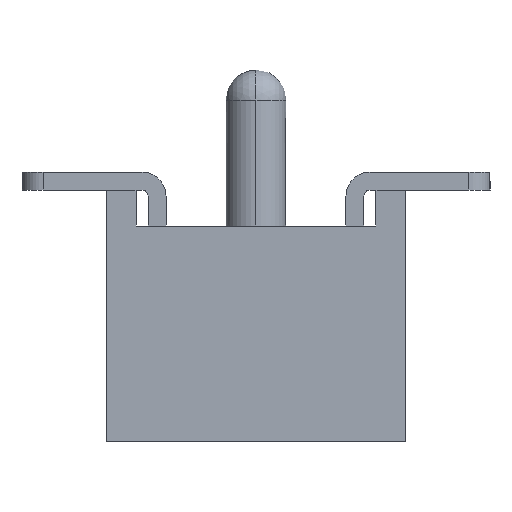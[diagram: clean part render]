
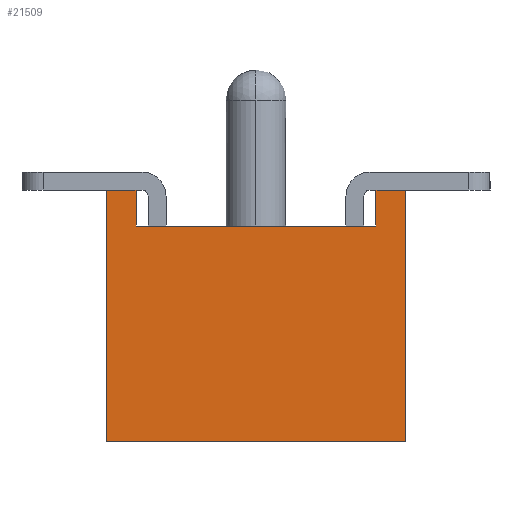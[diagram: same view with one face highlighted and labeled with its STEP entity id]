
A CAD part, left-side view. The second image highlights one B-rep face of the part: STEP entity #21509.
In plain terms, the highlighted planar face has unit normal (-1, 0, 0).
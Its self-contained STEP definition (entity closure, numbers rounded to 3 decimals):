
#1064 = VECTOR ( 'NONE', #14005, 1000. ) ;
#1350 = DIRECTION ( 'NONE',  ( 0., -1., 0. ) ) ;
#1579 = ORIENTED_EDGE ( 'NONE', *, *, #26268, .F. ) ;
#1638 = ORIENTED_EDGE ( 'NONE', *, *, #7405, .F. ) ;
#1929 = DIRECTION ( 'NONE',  ( 0., -1., 0. ) ) ;
#2092 = CARTESIAN_POINT ( 'NONE',  ( 6.75, 1.25, 2.1 ) ) ;
#2473 = VECTOR ( 'NONE', #34203, 1000. ) ;
#4469 = ORIENTED_EDGE ( 'NONE', *, *, #30337, .F. ) ;
#6082 = CARTESIAN_POINT ( 'NONE',  ( 6.75, -1.25, 2.1 ) ) ;
#6143 = DIRECTION ( 'NONE',  ( 0., 0., -1. ) ) ;
#7260 = ORIENTED_EDGE ( 'NONE', *, *, #36916, .F. ) ;
#7305 = VECTOR ( 'NONE', #6143, 1000. ) ;
#7405 = EDGE_CURVE ( 'NONE', #8041, #27057, #27249, .T. ) ;
#8041 = VERTEX_POINT ( 'NONE', #37493 ) ;
#8923 = LINE ( 'NONE', #18468, #19646 ) ;
#10260 = DIRECTION ( 'NONE',  ( 0., 1., 0. ) ) ;
#11047 = LINE ( 'NONE', #23705, #23000 ) ;
#11601 = EDGE_CURVE ( 'NONE', #27057, #14015, #11047, .T. ) ;
#12031 = VERTEX_POINT ( 'NONE', #2092 ) ;
#12674 = CARTESIAN_POINT ( 'NONE',  ( 6.75, 1., 1.8 ) ) ;
#12843 = LINE ( 'NONE', #38341, #2473 ) ;
#13489 = CARTESIAN_POINT ( 'NONE',  ( 6.75, 1., 2.1 ) ) ;
#13509 = ORIENTED_EDGE ( 'NONE', *, *, #30547, .F. ) ;
#14005 = DIRECTION ( 'NONE',  ( 0., 0., 1. ) ) ;
#14015 = VERTEX_POINT ( 'NONE', #6082 ) ;
#14595 = CARTESIAN_POINT ( 'NONE',  ( 6.75, 0.1, 1.8 ) ) ;
#16093 = PLANE ( 'NONE',  #31485 ) ;
#16291 = DIRECTION ( 'NONE',  ( 1., 0., 0. ) ) ;
#16675 = VECTOR ( 'NONE', #23027, 1000. ) ;
#17229 = VERTEX_POINT ( 'NONE', #12674 ) ;
#18155 = ORIENTED_EDGE ( 'NONE', *, *, #24054, .F. ) ;
#18468 = CARTESIAN_POINT ( 'NONE',  ( 6.75, 1.25, 2.1 ) ) ;
#18598 = LINE ( 'NONE', #27914, #7305 ) ;
#18865 = CARTESIAN_POINT ( 'NONE',  ( 6.75, 1.25, 0. ) ) ;
#19646 = VECTOR ( 'NONE', #34205, 1000. ) ;
#20032 = CARTESIAN_POINT ( 'NONE',  ( 6.75, 12.477, 42. ) ) ;
#20382 = DIRECTION ( 'NONE',  ( 0., -1., 0. ) ) ;
#21509 = ADVANCED_FACE ( 'NONE', ( #29538 ), #16093, .F. ) ;
#23000 = VECTOR ( 'NONE', #1929, 1000. ) ;
#23027 = DIRECTION ( 'NONE',  ( 0., 0., -1. ) ) ;
#23705 = CARTESIAN_POINT ( 'NONE',  ( 6.75, 0., 2.1 ) ) ;
#23944 = CARTESIAN_POINT ( 'NONE',  ( 6.75, -1., 2.1 ) ) ;
#24054 = EDGE_CURVE ( 'NONE', #32457, #12031, #8923, .T. ) ;
#25862 = VECTOR ( 'NONE', #20382, 1000. ) ;
#26268 = EDGE_CURVE ( 'NONE', #17229, #8041, #29942, .T. ) ;
#26390 = EDGE_LOOP ( 'NONE', ( #1638, #1579, #7260, #13509, #18155, #31268, #4469, #40056 ) ) ;
#26611 = LINE ( 'NONE', #38836, #25862 ) ;
#27057 = VERTEX_POINT ( 'NONE', #33586 ) ;
#27249 = LINE ( 'NONE', #23944, #1064 ) ;
#27914 = CARTESIAN_POINT ( 'NONE',  ( 6.75, -1.25, 2.1 ) ) ;
#28783 = VECTOR ( 'NONE', #1350, 1000. ) ;
#29245 = CARTESIAN_POINT ( 'NONE',  ( 6.75, -1.25, 0. ) ) ;
#29538 = FACE_OUTER_BOUND ( 'NONE', #26390, .T. ) ;
#29942 = LINE ( 'NONE', #14595, #28783 ) ;
#30337 = EDGE_CURVE ( 'NONE', #14015, #36833, #18598, .T. ) ;
#30547 = EDGE_CURVE ( 'NONE', #12031, #32956, #26611, .T. ) ;
#31268 = ORIENTED_EDGE ( 'NONE', *, *, #32469, .T. ) ;
#31485 = AXIS2_PLACEMENT_3D ( 'NONE', #20032, #16291, #10260 ) ;
#32457 = VERTEX_POINT ( 'NONE', #18865 ) ;
#32469 = EDGE_CURVE ( 'NONE', #32457, #36833, #12843, .T. ) ;
#32483 = CARTESIAN_POINT ( 'NONE',  ( 6.75, 1., 2.1 ) ) ;
#32956 = VERTEX_POINT ( 'NONE', #32483 ) ;
#33586 = CARTESIAN_POINT ( 'NONE',  ( 6.75, -1., 2.1 ) ) ;
#34203 = DIRECTION ( 'NONE',  ( 0., -1., 0. ) ) ;
#34205 = DIRECTION ( 'NONE',  ( 0., 0., 1. ) ) ;
#35048 = LINE ( 'NONE', #13489, #16675 ) ;
#36833 = VERTEX_POINT ( 'NONE', #29245 ) ;
#36916 = EDGE_CURVE ( 'NONE', #32956, #17229, #35048, .T. ) ;
#37493 = CARTESIAN_POINT ( 'NONE',  ( 6.75, -1., 1.8 ) ) ;
#38341 = CARTESIAN_POINT ( 'NONE',  ( 6.75, 12.477, 0. ) ) ;
#38836 = CARTESIAN_POINT ( 'NONE',  ( 6.75, 0., 2.1 ) ) ;
#40056 = ORIENTED_EDGE ( 'NONE', *, *, #11601, .F. ) ;
